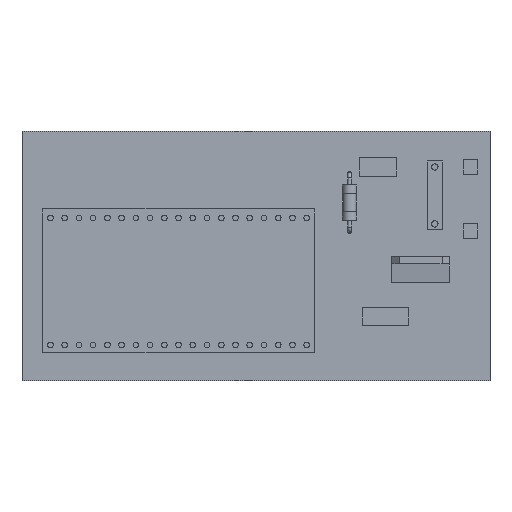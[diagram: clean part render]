
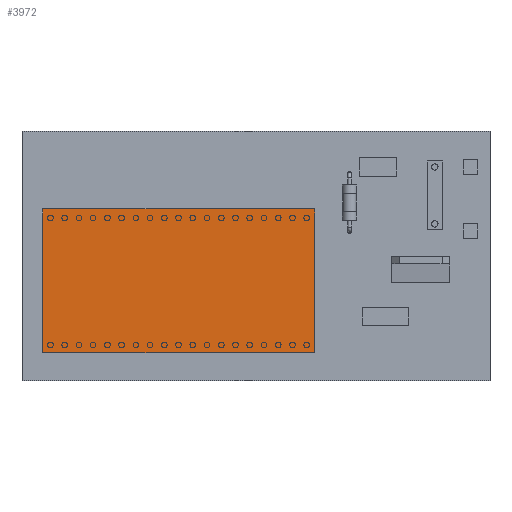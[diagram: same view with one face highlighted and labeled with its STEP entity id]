
A CAD part, top view. The second image highlights one B-rep face of the part: STEP entity #3972.
In plain terms, the highlighted planar face has unit normal (0, 0, 1).
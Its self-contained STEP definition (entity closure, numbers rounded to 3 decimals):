
#363=PLANE('',#4429);
#545=FACE_OUTER_BOUND('',#863,.T.);
#863=EDGE_LOOP('',(#3239,#3240,#3241,#3242));
#1106=LINE('',#6102,#1451);
#1107=LINE('',#6104,#1452);
#1108=LINE('',#6106,#1453);
#1109=LINE('',#6107,#1454);
#1451=VECTOR('',#5144,10.);
#1452=VECTOR('',#5145,10.);
#1453=VECTOR('',#5146,10.);
#1454=VECTOR('',#5147,10.);
#1989=VERTEX_POINT('',#6100);
#1990=VERTEX_POINT('',#6101);
#1991=VERTEX_POINT('',#6103);
#1992=VERTEX_POINT('',#6105);
#2437=EDGE_CURVE('',#1989,#1990,#1106,.T.);
#2438=EDGE_CURVE('',#1990,#1991,#1107,.T.);
#2439=EDGE_CURVE('',#1991,#1992,#1108,.T.);
#2440=EDGE_CURVE('',#1992,#1989,#1109,.T.);
#3239=ORIENTED_EDGE('',*,*,#2437,.T.);
#3240=ORIENTED_EDGE('',*,*,#2438,.T.);
#3241=ORIENTED_EDGE('',*,*,#2439,.T.);
#3242=ORIENTED_EDGE('',*,*,#2440,.T.);
#3972=ADVANCED_FACE('',(#545),#363,.T.);
#4429=AXIS2_PLACEMENT_3D('',#6099,#5142,#5143);
#5142=DIRECTION('center_axis',(0.,0.,1.));
#5143=DIRECTION('ref_axis',(1.,0.,0.));
#5144=DIRECTION('',(0.,1.,0.));
#5145=DIRECTION('',(-1.,0.,0.));
#5146=DIRECTION('',(0.,-1.,0.));
#5147=DIRECTION('',(1.,0.,0.));
#6099=CARTESIAN_POINT('Origin',(0.,0.,0.1));
#6100=CARTESIAN_POINT('',(24.257,-12.827,0.1));
#6101=CARTESIAN_POINT('',(24.257,12.827,0.1));
#6102=CARTESIAN_POINT('',(24.257,0.,0.1));
#6103=CARTESIAN_POINT('',(-24.257,12.827,0.1));
#6104=CARTESIAN_POINT('',(0.,12.827,0.1));
#6105=CARTESIAN_POINT('',(-24.257,-12.827,0.1));
#6106=CARTESIAN_POINT('',(-24.257,0.,0.1));
#6107=CARTESIAN_POINT('',(0.,-12.827,0.1));
